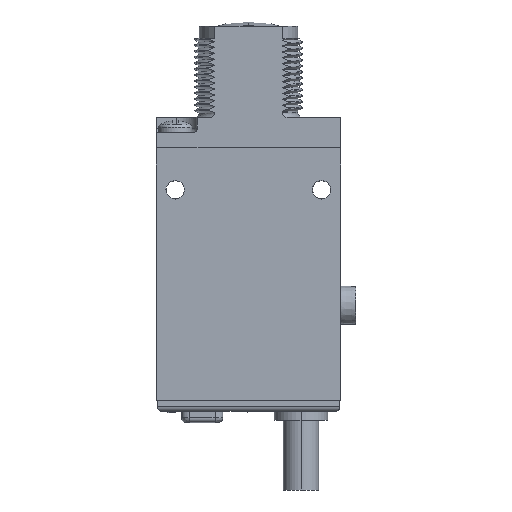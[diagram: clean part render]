
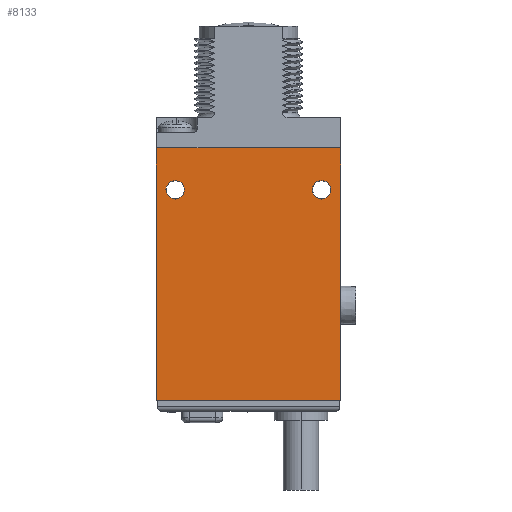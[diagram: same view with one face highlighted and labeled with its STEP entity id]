
A CAD part, left-side view. The second image highlights one B-rep face of the part: STEP entity #8133.
In plain terms, the highlighted planar face has unit normal (-1, 0, 0).
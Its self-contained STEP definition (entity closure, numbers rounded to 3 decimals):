
#1=DIRECTION('',(0.,-1.,0.));
#2=VECTOR('',#1,0.076);
#3=CARTESIAN_POINT('',(-6.02,-15.291,0.));
#4=LINE('',#3,#2);
#5=DIRECTION('',(0.,0.,-1.));
#6=VECTOR('',#5,42.164);
#7=CARTESIAN_POINT('',(-6.02,-15.367,0.));
#8=LINE('',#7,#6);
#9=DIRECTION('',(0.,1.,0.));
#10=VECTOR('',#9,30.785);
#11=CARTESIAN_POINT('',(-6.02,-15.367,-42.164));
#12=LINE('',#11,#10);
#13=DIRECTION('',(0.,0.,1.));
#14=VECTOR('',#13,42.164);
#15=CARTESIAN_POINT('',(-6.02,15.418,-42.164));
#16=LINE('',#15,#14);
#17=DIRECTION('',(0.,-1.,0.));
#18=VECTOR('',#17,0.127);
#19=CARTESIAN_POINT('',(-6.02,15.418,0.));
#20=LINE('',#19,#18);
#21=DIRECTION('',(0.,1.,0.));
#22=VECTOR('',#21,30.582);
#23=CARTESIAN_POINT('',(-6.02,-15.291,0.));
#24=LINE('',#23,#22);
#25=CARTESIAN_POINT('',(-6.02,12.243,-6.985));
#26=DIRECTION('',(1.,0.,0.));
#27=DIRECTION('',(0.,0.,-1.));
#28=AXIS2_PLACEMENT_3D('',#25,#26,#27);
#30=CARTESIAN_POINT('',(-6.02,12.243,-6.985));
#31=DIRECTION('',(1.,0.,0.));
#32=DIRECTION('',(0.,0.,1.));
#33=AXIS2_PLACEMENT_3D('',#30,#31,#32);
#35=CARTESIAN_POINT('',(-6.02,-12.192,-6.985));
#36=DIRECTION('',(1.,0.,0.));
#37=DIRECTION('',(0.,0.,-1.));
#38=AXIS2_PLACEMENT_3D('',#35,#36,#37);
#40=CARTESIAN_POINT('',(-6.02,-12.192,-6.985));
#41=DIRECTION('',(1.,0.,0.));
#42=DIRECTION('',(0.,0.,1.));
#43=AXIS2_PLACEMENT_3D('',#40,#41,#42);
#7046=CARTESIAN_POINT('',(-6.02,-15.367,0.));
#7047=CARTESIAN_POINT('',(-6.02,-15.367,-42.164));
#7048=VERTEX_POINT('',#7046);
#7049=VERTEX_POINT('',#7047);
#7050=CARTESIAN_POINT('',(-6.02,15.418,-42.164));
#7051=VERTEX_POINT('',#7050);
#7052=CARTESIAN_POINT('',(-6.02,15.418,0.));
#7053=VERTEX_POINT('',#7052);
#7062=CARTESIAN_POINT('',(-6.02,12.243,-8.535));
#7063=CARTESIAN_POINT('',(-6.02,12.243,-5.435));
#7064=VERTEX_POINT('',#7062);
#7065=VERTEX_POINT('',#7063);
#7066=CARTESIAN_POINT('',(-6.02,-12.192,-8.535));
#7067=CARTESIAN_POINT('',(-6.02,-12.192,-5.435));
#7068=VERTEX_POINT('',#7066);
#7069=VERTEX_POINT('',#7067);
#7902=CARTESIAN_POINT('',(-6.02,-15.291,0.));
#7903=CARTESIAN_POINT('',(-6.02,15.291,0.));
#7904=VERTEX_POINT('',#7902);
#7905=VERTEX_POINT('',#7903);
#8102=CARTESIAN_POINT('',(-6.02,-15.367,0.));
#8103=DIRECTION('',(1.,0.,0.));
#8104=DIRECTION('',(0.,0.,-1.));
#8105=AXIS2_PLACEMENT_3D('',#8102,#8103,#8104);
#8106=PLANE('',#8105);
#8108=ORIENTED_EDGE('',*,*,#8107,.T.);
#8110=ORIENTED_EDGE('',*,*,#8109,.T.);
#8112=ORIENTED_EDGE('',*,*,#8111,.T.);
#8114=ORIENTED_EDGE('',*,*,#8113,.T.);
#8116=ORIENTED_EDGE('',*,*,#8115,.T.);
#8118=ORIENTED_EDGE('',*,*,#8117,.F.);
#8119=EDGE_LOOP('',(#8108,#8110,#8112,#8114,#8116,#8118));
#8120=FACE_OUTER_BOUND('',#8119,.F.);
#8122=ORIENTED_EDGE('',*,*,#8121,.F.);
#8124=ORIENTED_EDGE('',*,*,#8123,.F.);
#8125=EDGE_LOOP('',(#8122,#8124));
#8126=FACE_BOUND('',#8125,.F.);
#8128=ORIENTED_EDGE('',*,*,#8127,.F.);
#8130=ORIENTED_EDGE('',*,*,#8129,.F.);
#8131=EDGE_LOOP('',(#8128,#8130));
#8132=FACE_BOUND('',#8131,.F.);
#8133=ADVANCED_FACE('',(#8120,#8126,#8132),#8106,.F.);
#29=CIRCLE('',#28,1.55);
#34=CIRCLE('',#33,1.55);
#39=CIRCLE('',#38,1.55);
#44=CIRCLE('',#43,1.55);
#8107=EDGE_CURVE('',#7904,#7048,#4,.T.);
#8109=EDGE_CURVE('',#7048,#7049,#8,.T.);
#8111=EDGE_CURVE('',#7049,#7051,#12,.T.);
#8113=EDGE_CURVE('',#7051,#7053,#16,.T.);
#8115=EDGE_CURVE('',#7053,#7905,#20,.T.);
#8117=EDGE_CURVE('',#7904,#7905,#24,.T.);
#8121=EDGE_CURVE('',#7064,#7065,#29,.T.);
#8123=EDGE_CURVE('',#7065,#7064,#34,.T.);
#8127=EDGE_CURVE('',#7068,#7069,#39,.T.);
#8129=EDGE_CURVE('',#7069,#7068,#44,.T.);
